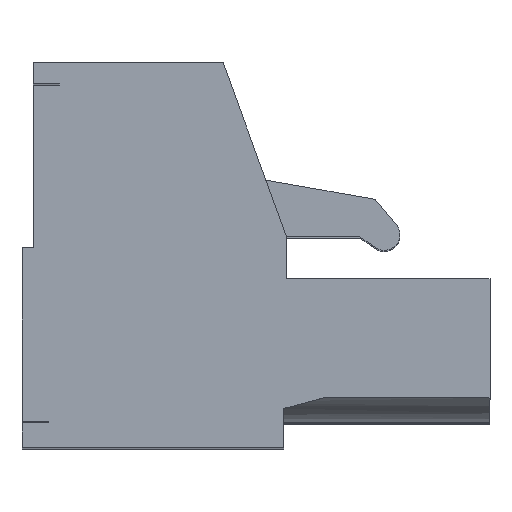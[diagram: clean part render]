
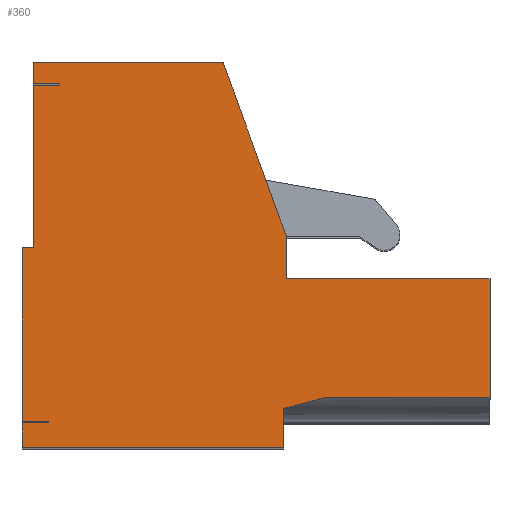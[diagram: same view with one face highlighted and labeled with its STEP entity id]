
A CAD part, top view. The second image highlights one B-rep face of the part: STEP entity #360.
In plain terms, the highlighted planar face has unit normal (0, 0, 1).
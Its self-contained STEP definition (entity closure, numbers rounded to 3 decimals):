
#360 = ADVANCED_FACE( '', ( #974 ), #975, .F. );
#974 = FACE_OUTER_BOUND( '', #1897, .T. );
#975 = PLANE( '', #1898 );
#1897 = EDGE_LOOP( '', ( #2929, #2930, #2931, #2932, #2933, #2934, #2935, #2936, #2937, #2938, #2939, #2940, #2941, #2942, #2943, #2944, #2945, #2946, #2947, #2948 ) );
#1898 = AXIS2_PLACEMENT_3D( '', #2949, #2950, #2951 );
#2929 = ORIENTED_EDGE( '', *, *, #5214, .T. );
#2930 = ORIENTED_EDGE( '', *, *, #5316, .T. );
#2931 = ORIENTED_EDGE( '', *, *, #5240, .T. );
#2932 = ORIENTED_EDGE( '', *, *, #5317, .T. );
#2933 = ORIENTED_EDGE( '', *, *, #5318, .T. );
#2934 = ORIENTED_EDGE( '', *, *, #5319, .T. );
#2935 = ORIENTED_EDGE( '', *, *, #5320, .F. );
#2936 = ORIENTED_EDGE( '', *, *, #5321, .T. );
#2937 = ORIENTED_EDGE( '', *, *, #5322, .F. );
#2938 = ORIENTED_EDGE( '', *, *, #5323, .T. );
#2939 = ORIENTED_EDGE( '', *, *, #5324, .T. );
#2940 = ORIENTED_EDGE( '', *, *, #5325, .T. );
#2941 = ORIENTED_EDGE( '', *, *, #5326, .T. );
#2942 = ORIENTED_EDGE( '', *, *, #5327, .T. );
#2943 = ORIENTED_EDGE( '', *, *, #5294, .F. );
#2944 = ORIENTED_EDGE( '', *, *, #5328, .T. );
#2945 = ORIENTED_EDGE( '', *, *, #5329, .T. );
#2946 = ORIENTED_EDGE( '', *, *, #5330, .T. );
#2947 = ORIENTED_EDGE( '', *, *, #5331, .T. );
#2948 = ORIENTED_EDGE( '', *, *, #5332, .T. );
#2949 = CARTESIAN_POINT( '', ( 273.592, 202.842, 130.52 ) );
#2950 = DIRECTION( '', ( 0., 0., -1. ) );
#2951 = DIRECTION( '', ( -1., 0., 0. ) );
#5214 = EDGE_CURVE( '', #6169, #6174, #6176, .T. );
#5240 = EDGE_CURVE( '', #6222, #6219, #6223, .T. );
#5294 = EDGE_CURVE( '', #6314, #6316, #6317, .T. );
#5316 = EDGE_CURVE( '', #6174, #6222, #6352, .T. );
#5317 = EDGE_CURVE( '', #6219, #6353, #6354, .T. );
#5318 = EDGE_CURVE( '', #6353, #6355, #6356, .T. );
#5319 = EDGE_CURVE( '', #6355, #6357, #6358, .T. );
#5320 = EDGE_CURVE( '', #6359, #6357, #6360, .T. );
#5321 = EDGE_CURVE( '', #6359, #6361, #6362, .T. );
#5322 = EDGE_CURVE( '', #6363, #6361, #6364, .T. );
#5323 = EDGE_CURVE( '', #6363, #6365, #6366, .T. );
#5324 = EDGE_CURVE( '', #6365, #6367, #6368, .T. );
#5325 = EDGE_CURVE( '', #6367, #6369, #6370, .T. );
#5326 = EDGE_CURVE( '', #6369, #6371, #6372, .T. );
#5327 = EDGE_CURVE( '', #6371, #6316, #6373, .T. );
#5328 = EDGE_CURVE( '', #6314, #6374, #6375, .T. );
#5329 = EDGE_CURVE( '', #6374, #6376, #6377, .T. );
#5330 = EDGE_CURVE( '', #6376, #6378, #6379, .T. );
#5331 = EDGE_CURVE( '', #6378, #6380, #6381, .T. );
#5332 = EDGE_CURVE( '', #6380, #6169, #6382, .T. );
#6169 = VERTEX_POINT( '', #7575 );
#6174 = VERTEX_POINT( '', #7582 );
#6176 = LINE( '', #7585, #7586 );
#6219 = VERTEX_POINT( '', #7641 );
#6222 = VERTEX_POINT( '', #7645 );
#6223 = LINE( '', #7646, #7647 );
#6314 = VERTEX_POINT( '', #7766 );
#6316 = VERTEX_POINT( '', #7769 );
#6317 = LINE( '', #7770, #7771 );
#6352 = LINE( '', #7817, #7818 );
#6353 = VERTEX_POINT( '', #7819 );
#6354 = LINE( '', #7820, #7821 );
#6355 = VERTEX_POINT( '', #7822 );
#6356 = LINE( '', #7823, #7824 );
#6357 = VERTEX_POINT( '', #7825 );
#6358 = LINE( '', #7826, #7827 );
#6359 = VERTEX_POINT( '', #7828 );
#6360 = LINE( '', #7829, #7830 );
#6361 = VERTEX_POINT( '', #7831 );
#6362 = LINE( '', #7832, #7833 );
#6363 = VERTEX_POINT( '', #7834 );
#6364 = LINE( '', #7835, #7836 );
#6365 = VERTEX_POINT( '', #7837 );
#6366 = LINE( '', #7838, #7839 );
#6367 = VERTEX_POINT( '', #7840 );
#6368 = LINE( '', #7841, #7842 );
#6369 = VERTEX_POINT( '', #7843 );
#6370 = LINE( '', #7844, #7845 );
#6371 = VERTEX_POINT( '', #7846 );
#6372 = LINE( '', #7847, #7848 );
#6373 = LINE( '', #7849, #7850 );
#6374 = VERTEX_POINT( '', #7851 );
#6375 = LINE( '', #7852, #7853 );
#6376 = VERTEX_POINT( '', #7854 );
#6377 = LINE( '', #7855, #7856 );
#6378 = VERTEX_POINT( '', #7857 );
#6379 = LINE( '', #7858, #7859 );
#6380 = VERTEX_POINT( '', #7860 );
#6381 = LINE( '', #7861, #7862 );
#6382 = LINE( '', #7863, #7864 );
#7575 = CARTESIAN_POINT( '', ( 255.792, 197.092, 130.52 ) );
#7582 = CARTESIAN_POINT( '', ( 255.792, 197.042, 130.52 ) );
#7585 = CARTESIAN_POINT( '', ( 255.792, 197.042, 130.52 ) );
#7586 = VECTOR( '', #9507, 1000. );
#7641 = CARTESIAN_POINT( '', ( 254.742, 196.042, 130.52 ) );
#7645 = CARTESIAN_POINT( '', ( 254.742, 197.042, 130.52 ) );
#7646 = CARTESIAN_POINT( '', ( 254.742, 196.042, 130.52 ) );
#7647 = VECTOR( '', #9539, 1000. );
#7766 = CARTESIAN_POINT( '', ( 256.242, 210.642, 130.52 ) );
#7769 = CARTESIAN_POINT( '', ( 256.242, 210.692, 130.52 ) );
#7770 = CARTESIAN_POINT( '', ( 256.242, 210.232, 130.52 ) );
#7771 = VECTOR( '', #9605, 1000. );
#7817 = CARTESIAN_POINT( '', ( 254.542, 197.042, 130.52 ) );
#7818 = VECTOR( '', #9629, 1000. );
#7819 = CARTESIAN_POINT( '', ( 265.292, 196.042, 130.52 ) );
#7820 = CARTESIAN_POINT( '', ( 265.392, 196.042, 130.52 ) );
#7821 = VECTOR( '', #9630, 1000. );
#7822 = CARTESIAN_POINT( '', ( 265.292, 197.615, 130.52 ) );
#7823 = CARTESIAN_POINT( '', ( 265.292, 197.642, 130.52 ) );
#7824 = VECTOR( '', #9631, 1000. );
#7825 = CARTESIAN_POINT( '', ( 266.885, 198.042, 130.52 ) );
#7826 = CARTESIAN_POINT( '', ( 266.885, 198.042, 130.52 ) );
#7827 = VECTOR( '', #9632, 1000. );
#7828 = CARTESIAN_POINT( '', ( 273.592, 198.042, 130.52 ) );
#7829 = CARTESIAN_POINT( '', ( 266.885, 198.042, 130.52 ) );
#7830 = VECTOR( '', #9633, 1000. );
#7831 = CARTESIAN_POINT( '', ( 273.592, 202.842, 130.52 ) );
#7832 = CARTESIAN_POINT( '', ( 273.592, 198.942, 130.52 ) );
#7833 = VECTOR( '', #9634, 1000. );
#7834 = CARTESIAN_POINT( '', ( 265.392, 202.842, 130.52 ) );
#7835 = CARTESIAN_POINT( '', ( 273.692, 202.842, 130.52 ) );
#7836 = VECTOR( '', #9635, 1000. );
#7837 = CARTESIAN_POINT( '', ( 265.392, 204.542, 130.52 ) );
#7838 = CARTESIAN_POINT( '', ( 265.392, 197.642, 130.52 ) );
#7839 = VECTOR( '', #9636, 1000. );
#7840 = CARTESIAN_POINT( '', ( 262.844, 211.542, 130.52 ) );
#7841 = CARTESIAN_POINT( '', ( 263.026, 211.042, 130.52 ) );
#7842 = VECTOR( '', #9637, 1000. );
#7843 = CARTESIAN_POINT( '', ( 255.192, 211.542, 130.52 ) );
#7844 = CARTESIAN_POINT( '', ( 255.042, 211.542, 130.52 ) );
#7845 = VECTOR( '', #9638, 1000. );
#7846 = CARTESIAN_POINT( '', ( 255.192, 210.692, 130.52 ) );
#7847 = CARTESIAN_POINT( '', ( 255.192, 210.382, 130.52 ) );
#7848 = VECTOR( '', #9639, 1000. );
#7849 = CARTESIAN_POINT( '', ( 255.742, 210.692, 130.52 ) );
#7850 = VECTOR( '', #9640, 1000. );
#7851 = CARTESIAN_POINT( '', ( 255.192, 210.642, 130.52 ) );
#7852 = CARTESIAN_POINT( '', ( 255.942, 210.642, 130.52 ) );
#7853 = VECTOR( '', #9641, 1000. );
#7854 = CARTESIAN_POINT( '', ( 255.192, 204.092, 130.52 ) );
#7855 = CARTESIAN_POINT( '', ( 255.192, 203.542, 130.52 ) );
#7856 = VECTOR( '', #9642, 1000. );
#7857 = CARTESIAN_POINT( '', ( 254.742, 204.092, 130.52 ) );
#7858 = CARTESIAN_POINT( '', ( 254.742, 204.092, 130.52 ) );
#7859 = VECTOR( '', #9643, 1000. );
#7860 = CARTESIAN_POINT( '', ( 254.742, 197.092, 130.52 ) );
#7861 = CARTESIAN_POINT( '', ( 254.742, 196.742, 130.52 ) );
#7862 = VECTOR( '', #9644, 1000. );
#7863 = CARTESIAN_POINT( '', ( 256.942, 197.092, 130.52 ) );
#7864 = VECTOR( '', #9645, 1000. );
#9507 = DIRECTION( '', ( 0., -1., 0. ) );
#9539 = DIRECTION( '', ( 0., -1., 0. ) );
#9605 = DIRECTION( '', ( 0., 1., 0. ) );
#9629 = DIRECTION( '', ( -1., 0., 0. ) );
#9630 = DIRECTION( '', ( 1., 0., 0. ) );
#9631 = DIRECTION( '', ( 0., 1., 0. ) );
#9632 = DIRECTION( '', ( 0.966, 0.259, 0. ) );
#9633 = DIRECTION( '', ( -1., 0., 0. ) );
#9634 = DIRECTION( '', ( 0., 1., 0. ) );
#9635 = DIRECTION( '', ( 1., 0., 0. ) );
#9636 = DIRECTION( '', ( 0., 1., 0. ) );
#9637 = DIRECTION( '', ( -0.342, 0.94, 0. ) );
#9638 = DIRECTION( '', ( -1., 0., 0. ) );
#9639 = DIRECTION( '', ( 0., -1., 0. ) );
#9640 = DIRECTION( '', ( 1., 0., 0. ) );
#9641 = DIRECTION( '', ( -1., 0., 0. ) );
#9642 = DIRECTION( '', ( 0., -1., 0. ) );
#9643 = DIRECTION( '', ( -1., 0., 0. ) );
#9644 = DIRECTION( '', ( 0., -1., 0. ) );
#9645 = DIRECTION( '', ( 1., 0., 0. ) );
